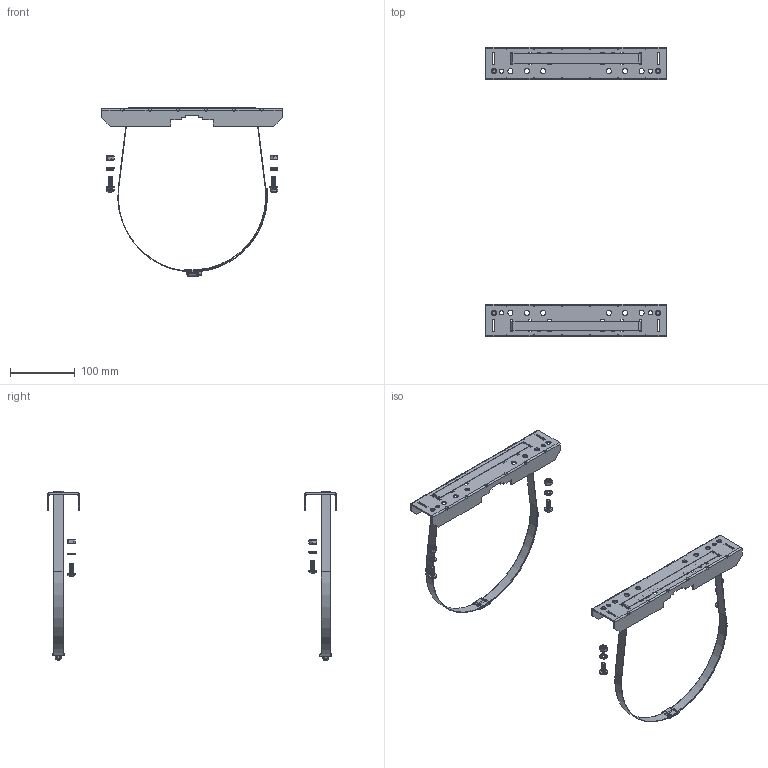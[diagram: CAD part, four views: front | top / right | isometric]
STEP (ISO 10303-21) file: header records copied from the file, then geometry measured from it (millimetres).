
FILE_DESCRIPTION (( 'STEP AP214' ), '1' );
FILE_NAME ('00406809_3D.STEP', '2022-05-20T21:17:13', ( '' ), ( '' ), 'SwSTEP 2.0', 'SolidWorks 2021', '' );
FILE_SCHEMA (( 'AUTOMOTIVE_DESIGN' ));
Length unit declared in the file: inch
Products named in the file (6): XFS-0054; 1BE04-006; XFW-0007; 00406809_3D; XFN-0009; HGX-PMT30_HoseClamp_9pole
Assembly tree (16 placements, depth 2):
  00406809_3D
    1BE04-006  x2
    XFS-0054  x4
    XFN-0009  x4
    XFW-0007  x4
    HGX-PMT30_HoseClamp_9pole  x2
Bounding box: 279.4 x 448.26 x 261.93 mm (x, y, z)
Volume: 139816.1 mm3; surface area: 172744.9 mm2
Topology: 16 solids, 16 shells, 1428 faces, 3620 edges, 2256 vertices
Faces by surface type: plane 556, cone 456, cylinder 250, bspline 90, torus 68, sphere 8
Entity records: 25275 total; most frequent: CARTESIAN_POINT 7281, ORIENTED_EDGE 2936, DIRECTION 2610, EDGE_CURVE 1468, VERTEX_POINT 938, LINE 892, VECTOR 892, AXIS2_PLACEMENT_3D 859
